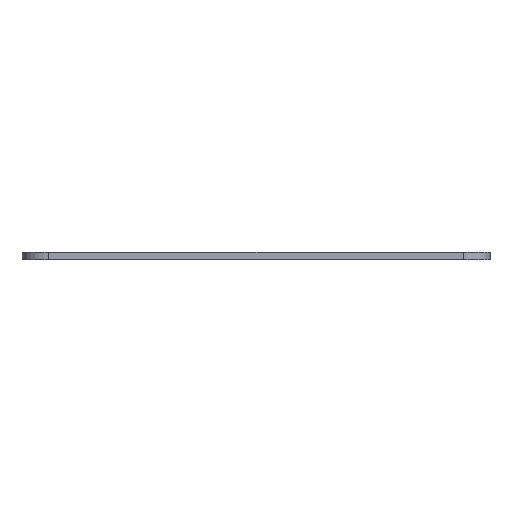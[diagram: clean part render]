
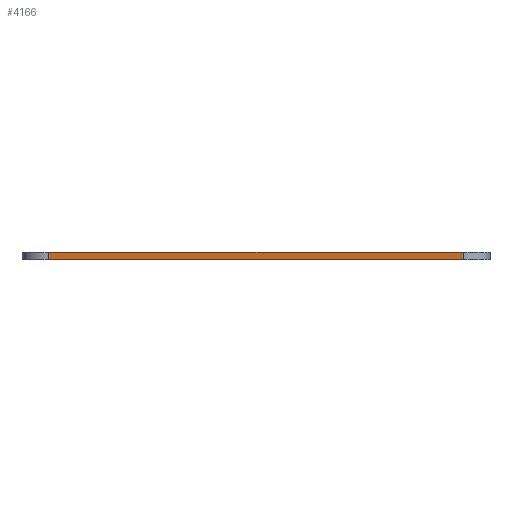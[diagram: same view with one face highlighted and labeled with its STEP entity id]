
A CAD part, front view. The second image highlights one B-rep face of the part: STEP entity #4166.
In plain terms, the highlighted planar face has unit normal (0, -1, 0).
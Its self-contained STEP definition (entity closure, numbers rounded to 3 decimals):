
#32 = PLANE('',#33);
#33 = AXIS2_PLACEMENT_3D('',#34,#35,#36);
#34 = CARTESIAN_POINT('',(44.977,-54.481,0.));
#35 = DIRECTION('',(0.,0.,1.));
#36 = DIRECTION('',(1.,0.,0.));
#594 = VERTEX_POINT('',#595);
#595 = CARTESIAN_POINT('',(5.,-108.,0.));
#610 = CYLINDRICAL_SURFACE('',#611,5.);
#611 = AXIS2_PLACEMENT_3D('',#612,#613,#614);
#612 = CARTESIAN_POINT('',(5.,-103.,0.));
#613 = DIRECTION('',(0.,0.,1.));
#614 = DIRECTION('',(-1.,0.,0.));
#622 = EDGE_CURVE('',#594,#623,#625,.T.);
#623 = VERTEX_POINT('',#624);
#624 = CARTESIAN_POINT('',(83.,-108.,0.));
#625 = SURFACE_CURVE('',#626,(#630,#637),.PCURVE_S1.);
#626 = LINE('',#627,#628);
#627 = CARTESIAN_POINT('',(0.,-108.,0.));
#628 = VECTOR('',#629,1.);
#629 = DIRECTION('',(1.,0.,0.));
#630 = PCURVE('',#32,#631);
#631 = DEFINITIONAL_REPRESENTATION('',(#632),#636);
#632 = LINE('',#633,#634);
#633 = CARTESIAN_POINT('',(-44.977,-53.519));
#634 = VECTOR('',#635,1.);
#635 = DIRECTION('',(1.,0.));
#636 = ( GEOMETRIC_REPRESENTATION_CONTEXT(2) 
PARAMETRIC_REPRESENTATION_CONTEXT() REPRESENTATION_CONTEXT('2D SPACE',''
  ) );
#637 = PCURVE('',#638,#643);
#638 = PLANE('',#639);
#639 = AXIS2_PLACEMENT_3D('',#640,#641,#642);
#640 = CARTESIAN_POINT('',(0.,-108.,0.));
#641 = DIRECTION('',(0.,1.,0.));
#642 = DIRECTION('',(1.,0.,0.));
#643 = DEFINITIONAL_REPRESENTATION('',(#644),#648);
#644 = LINE('',#645,#646);
#645 = CARTESIAN_POINT('',(0.,0.));
#646 = VECTOR('',#647,1.);
#647 = DIRECTION('',(1.,0.));
#648 = ( GEOMETRIC_REPRESENTATION_CONTEXT(2) 
PARAMETRIC_REPRESENTATION_CONTEXT() REPRESENTATION_CONTEXT('2D SPACE',''
  ) );
#667 = CYLINDRICAL_SURFACE('',#668,5.);
#668 = AXIS2_PLACEMENT_3D('',#669,#670,#671);
#669 = CARTESIAN_POINT('',(83.,-103.,0.));
#670 = DIRECTION('',(0.,0.,1.));
#671 = DIRECTION('',(0.,-1.,0.));
#3002 = PLANE('',#3003);
#3003 = AXIS2_PLACEMENT_3D('',#3004,#3005,#3006);
#3004 = CARTESIAN_POINT('',(44.977,-54.481,1.5));
#3005 = DIRECTION('',(0.,0.,1.));
#3006 = DIRECTION('',(1.,0.,0.));
#4121 = EDGE_CURVE('',#594,#4122,#4124,.T.);
#4122 = VERTEX_POINT('',#4123);
#4123 = CARTESIAN_POINT('',(5.,-108.,1.5));
#4124 = SURFACE_CURVE('',#4125,(#4129,#4136),.PCURVE_S1.);
#4125 = LINE('',#4126,#4127);
#4126 = CARTESIAN_POINT('',(5.,-108.,0.));
#4127 = VECTOR('',#4128,1.);
#4128 = DIRECTION('',(0.,0.,1.));
#4129 = PCURVE('',#610,#4130);
#4130 = DEFINITIONAL_REPRESENTATION('',(#4131),#4135);
#4131 = LINE('',#4132,#4133);
#4132 = CARTESIAN_POINT('',(1.571,0.));
#4133 = VECTOR('',#4134,1.);
#4134 = DIRECTION('',(0.,1.));
#4135 = ( GEOMETRIC_REPRESENTATION_CONTEXT(2) 
PARAMETRIC_REPRESENTATION_CONTEXT() REPRESENTATION_CONTEXT('2D SPACE',''
  ) );
#4136 = PCURVE('',#638,#4137);
#4137 = DEFINITIONAL_REPRESENTATION('',(#4138),#4142);
#4138 = LINE('',#4139,#4140);
#4139 = CARTESIAN_POINT('',(5.,0.));
#4140 = VECTOR('',#4141,1.);
#4141 = DIRECTION('',(0.,-1.));
#4142 = ( GEOMETRIC_REPRESENTATION_CONTEXT(2) 
PARAMETRIC_REPRESENTATION_CONTEXT() REPRESENTATION_CONTEXT('2D SPACE',''
  ) );
#4166 = ADVANCED_FACE('',(#4167),#638,.F.);
#4167 = FACE_BOUND('',#4168,.F.);
#4168 = EDGE_LOOP('',(#4169,#4170,#4171,#4194));
#4169 = ORIENTED_EDGE('',*,*,#622,.F.);
#4170 = ORIENTED_EDGE('',*,*,#4121,.T.);
#4171 = ORIENTED_EDGE('',*,*,#4172,.T.);
#4172 = EDGE_CURVE('',#4122,#4173,#4175,.T.);
#4173 = VERTEX_POINT('',#4174);
#4174 = CARTESIAN_POINT('',(83.,-108.,1.5));
#4175 = SURFACE_CURVE('',#4176,(#4180,#4187),.PCURVE_S1.);
#4176 = LINE('',#4177,#4178);
#4177 = CARTESIAN_POINT('',(0.,-108.,1.5));
#4178 = VECTOR('',#4179,1.);
#4179 = DIRECTION('',(1.,0.,0.));
#4180 = PCURVE('',#638,#4181);
#4181 = DEFINITIONAL_REPRESENTATION('',(#4182),#4186);
#4182 = LINE('',#4183,#4184);
#4183 = CARTESIAN_POINT('',(0.,-1.5));
#4184 = VECTOR('',#4185,1.);
#4185 = DIRECTION('',(1.,0.));
#4186 = ( GEOMETRIC_REPRESENTATION_CONTEXT(2) 
PARAMETRIC_REPRESENTATION_CONTEXT() REPRESENTATION_CONTEXT('2D SPACE',''
  ) );
#4187 = PCURVE('',#3002,#4188);
#4188 = DEFINITIONAL_REPRESENTATION('',(#4189),#4193);
#4189 = LINE('',#4190,#4191);
#4190 = CARTESIAN_POINT('',(-44.977,-53.519));
#4191 = VECTOR('',#4192,1.);
#4192 = DIRECTION('',(1.,0.));
#4193 = ( GEOMETRIC_REPRESENTATION_CONTEXT(2) 
PARAMETRIC_REPRESENTATION_CONTEXT() REPRESENTATION_CONTEXT('2D SPACE',''
  ) );
#4194 = ORIENTED_EDGE('',*,*,#4195,.F.);
#4195 = EDGE_CURVE('',#623,#4173,#4196,.T.);
#4196 = SURFACE_CURVE('',#4197,(#4201,#4208),.PCURVE_S1.);
#4197 = LINE('',#4198,#4199);
#4198 = CARTESIAN_POINT('',(83.,-108.,0.));
#4199 = VECTOR('',#4200,1.);
#4200 = DIRECTION('',(0.,0.,1.));
#4201 = PCURVE('',#638,#4202);
#4202 = DEFINITIONAL_REPRESENTATION('',(#4203),#4207);
#4203 = LINE('',#4204,#4205);
#4204 = CARTESIAN_POINT('',(83.,0.));
#4205 = VECTOR('',#4206,1.);
#4206 = DIRECTION('',(0.,-1.));
#4207 = ( GEOMETRIC_REPRESENTATION_CONTEXT(2) 
PARAMETRIC_REPRESENTATION_CONTEXT() REPRESENTATION_CONTEXT('2D SPACE',''
  ) );
#4208 = PCURVE('',#667,#4209);
#4209 = DEFINITIONAL_REPRESENTATION('',(#4210),#4214);
#4210 = LINE('',#4211,#4212);
#4211 = CARTESIAN_POINT('',(0.,0.));
#4212 = VECTOR('',#4213,1.);
#4213 = DIRECTION('',(0.,1.));
#4214 = ( GEOMETRIC_REPRESENTATION_CONTEXT(2) 
PARAMETRIC_REPRESENTATION_CONTEXT() REPRESENTATION_CONTEXT('2D SPACE',''
  ) );
